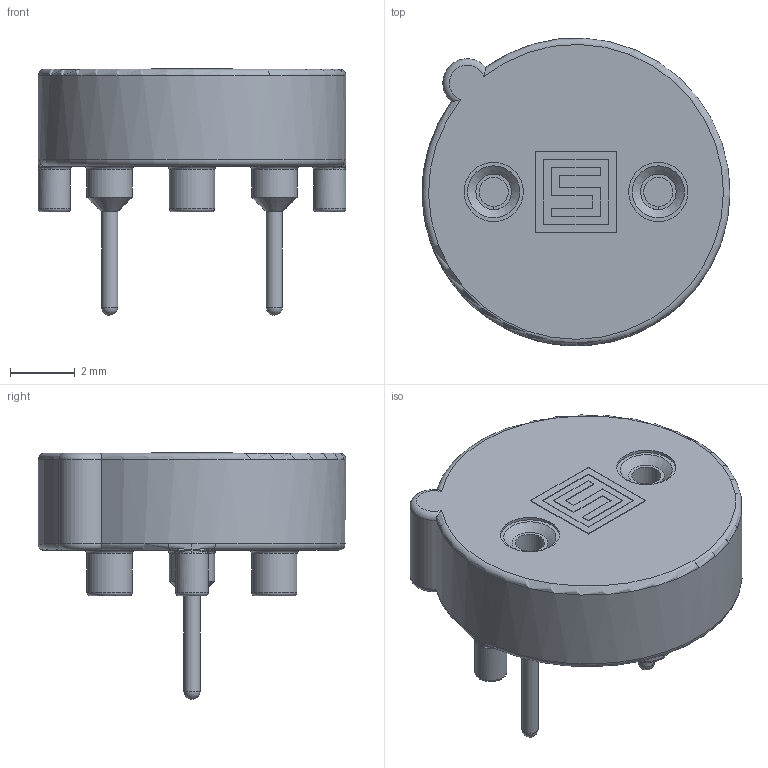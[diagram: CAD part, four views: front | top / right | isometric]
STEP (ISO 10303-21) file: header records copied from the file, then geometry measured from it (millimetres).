
FILE_DESCRIPTION(/* description */ (''),/* implementation_level */ '2;1');
FILE_NAME(/* name */ 'Schurter Inc - FMS.step',/* time_stamp */ '2020-05-13T19:45:06+01:00',/* author */ (''),/* organization */ (''),/* preprocessor_version */ 'ST-DEVELOPER v18.1',/* originating_system */ 'Autodesk Translation Framework v9.2.0.1227',/* authorisation */ '');
FILE_SCHEMA (('AUTOMOTIVE_DESIGN { 1 0 10303 214 3 1 1 }'));
Length unit declared in the file: millimetre
Products named in the file (1): Schurter Inc. - FMS
Bounding box: 9.5 x 9.5 x 7.62 mm (x, y, z)
Volume: 224.1 mm3; surface area: 288.7 mm2
Topology: 1 solids, 1 shells, 203 faces, 519 edges, 339 vertices
Faces by surface type: plane 97, bspline 66, cylinder 18, torus 16, cone 4, sphere 2
Full cylindrical faces by diameter (mm): 0.5 x2, 1 x2, 1.1 x2, 1.4 x4, 1.83 x2
Entity records: 11320 total; most frequent: CARTESIAN_POINT 6699, ORIENTED_EDGE 1034, DIRECTION 750, EDGE_CURVE 517, VERTEX_POINT 339, LINE 288, VECTOR 288, AXIS2_PLACEMENT_3D 231
